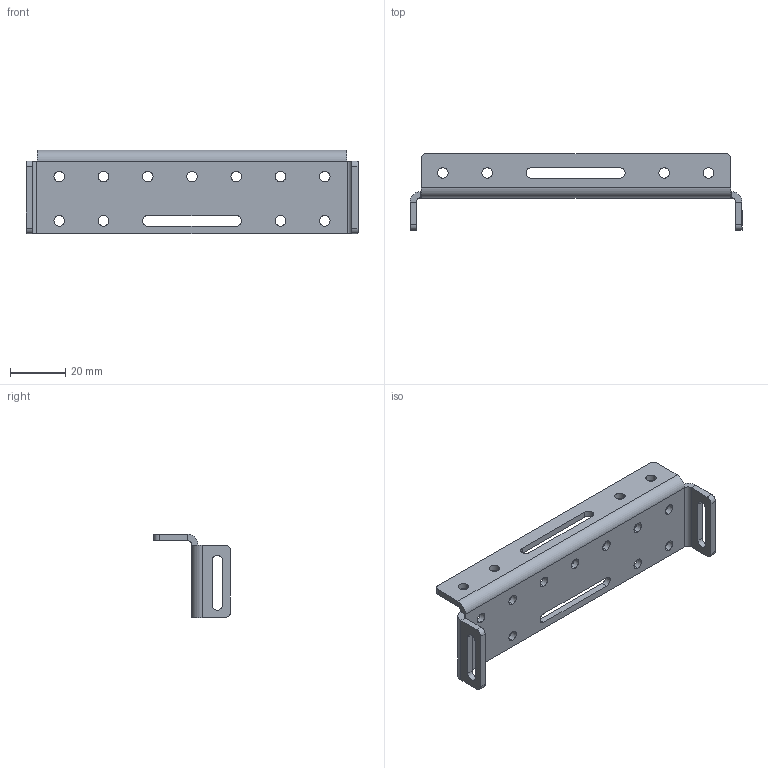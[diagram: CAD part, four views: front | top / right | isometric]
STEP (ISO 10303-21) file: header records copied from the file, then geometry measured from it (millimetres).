
FILE_DESCRIPTION (( 'STEP AP214' ), '1' );
FILE_NAME ('am-3687 S3 Battery Mount.STEP', '2017-09-01T20:41:45', ( '' ), ( '' ), 'SwSTEP 2.0', 'SolidWorks 2017', '' );
FILE_SCHEMA (( 'AUTOMOTIVE_DESIGN' ));
Length unit declared in the file: millimetre
Products named in the file (1): am-3687 S3 Battery Mount
Bounding box: 120 x 27.71 x 30.13 mm (x, y, z)
Volume: 11326.9 mm3; surface area: 11696.9 mm2
Topology: 1 solids, 1 shells, 81 faces, 221 edges, 142 vertices
Faces by surface type: cylinder 51, plane 30
Entity records: 2699 total; most frequent: DIRECTION 487, CARTESIAN_POINT 445, ORIENTED_EDGE 442, EDGE_CURVE 221, AXIS2_PLACEMENT_3D 184, VERTEX_POINT 142, VECTOR 119, EDGE_LOOP 119
